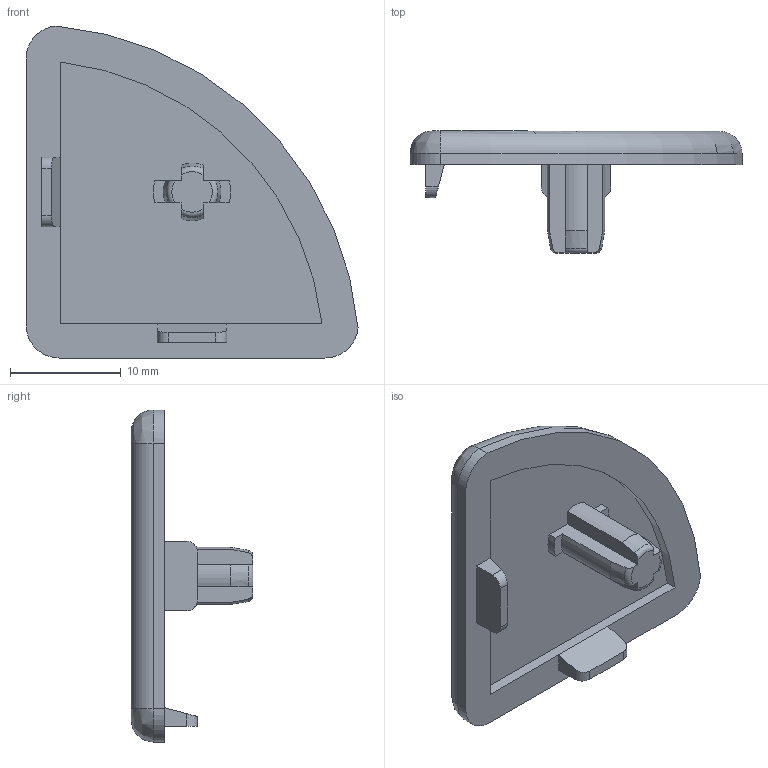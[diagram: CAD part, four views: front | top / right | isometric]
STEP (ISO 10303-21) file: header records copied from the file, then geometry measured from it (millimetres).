
FILE_DESCRIPTION( ( 'STEP AP214' ), '1' );
FILE_NAME( '091245.stp', '2021-08-20T11:03:14', ( 'License CC BY-ND 4.0' ), ( 'CADENAS' ), ' ', 'PARTsolutions', ' ' );
FILE_SCHEMA( ( 'AUTOMOTIVE_DESIGN { 1 0 10303 214 1 1 1 1 }' ) );
Length unit declared in the file: millimetre
Products named in the file (1): _091245
Bounding box: 29.99 x 11 x 29.99 mm (x, y, z)
Volume: 1815.7 mm3; surface area: 1966.4 mm2
Topology: 1 solids, 1 shells, 57 faces, 149 edges, 96 vertices
Faces by surface type: plane 28, cylinder 17, torus 5, cone 4, bspline 3
Entity records: 2308 total; most frequent: CARTESIAN_POINT 438, ORIENTED_EDGE 298, DIRECTION 287, EDGE_CURVE 149, AXIS2_PLACEMENT_3D 101, VERTEX_POINT 96, LINE 85, VECTOR 85
